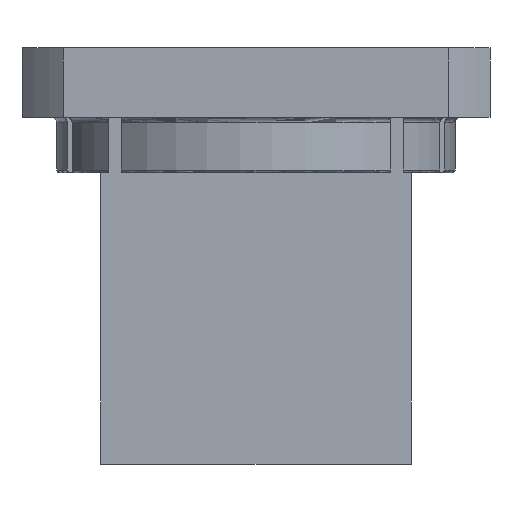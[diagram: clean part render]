
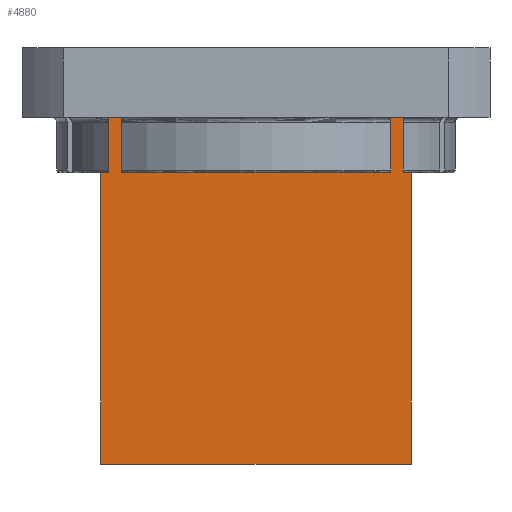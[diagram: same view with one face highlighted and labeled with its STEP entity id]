
A CAD part, front view. The second image highlights one B-rep face of the part: STEP entity #4880.
In plain terms, the highlighted planar face has unit normal (0, -1, 0).
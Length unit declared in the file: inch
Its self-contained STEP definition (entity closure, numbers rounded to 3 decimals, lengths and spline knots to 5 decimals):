
#22 = CARTESIAN_POINT ( 'NONE',  ( -0.53, -0.305, -0.25 ) ) ;
#53 = VECTOR ( 'NONE', #126, 39.37008 ) ;
#83 = CARTESIAN_POINT ( 'NONE',  ( 0.53, -0.305, -0.25 ) ) ;
#126 = DIRECTION ( 'NONE',  ( 1., 0., 0. ) ) ;
#164 = VECTOR ( 'NONE', #179, 39.37008 ) ;
#176 = LINE ( 'NONE', #3760, #5107 ) ;
#179 = DIRECTION ( 'NONE',  ( 0., 0., 1. ) ) ;
#215 = ORIENTED_EDGE ( 'NONE', *, *, #2360, .F. ) ;
#553 = VECTOR ( 'NONE', #4394, 39.37008 ) ;
#555 = EDGE_CURVE ( 'NONE', #4550, #1509, #4105, .T. ) ;
#559 = CARTESIAN_POINT ( 'NONE',  ( 0.53, -0.305, -0.25 ) ) ;
#568 = LINE ( 'NONE', #3675, #4272 ) ;
#657 = CARTESIAN_POINT ( 'NONE',  ( -0.56, -0.305, -1.5 ) ) ;
#682 = DIRECTION ( 'NONE',  ( 1., 0., 0. ) ) ;
#696 = CARTESIAN_POINT ( 'NONE',  ( -0.56, -0.305, -0.45 ) ) ;
#731 = CARTESIAN_POINT ( 'NONE',  ( -0.56, -0.305, -0.45 ) ) ;
#761 = ORIENTED_EDGE ( 'NONE', *, *, #999, .F. ) ;
#769 = ORIENTED_EDGE ( 'NONE', *, *, #3216, .F. ) ;
#883 = DIRECTION ( 'NONE',  ( 1., 0., 0. ) ) ;
#888 = EDGE_CURVE ( 'NONE', #2703, #1527, #1707, .T. ) ;
#990 = CARTESIAN_POINT ( 'NONE',  ( 0.485, -0.305, -0.25 ) ) ;
#999 = EDGE_CURVE ( 'NONE', #2635, #3234, #3323, .T. ) ;
#1028 = VERTEX_POINT ( 'NONE', #2498 ) ;
#1068 = DIRECTION ( 'NONE',  ( 0., 0., -1. ) ) ;
#1146 = AXIS2_PLACEMENT_3D ( 'NONE', #657, #5048, #1068 ) ;
#1195 = CARTESIAN_POINT ( 'NONE',  ( 0.485, -0.305, -0.45 ) ) ;
#1215 = VECTOR ( 'NONE', #2439, 39.37008 ) ;
#1242 = CARTESIAN_POINT ( 'NONE',  ( -0.53, -0.305, -0.59738 ) ) ;
#1294 = VECTOR ( 'NONE', #4565, 39.37008 ) ;
#1394 = VECTOR ( 'NONE', #682, 39.37008 ) ;
#1414 = CARTESIAN_POINT ( 'NONE',  ( -0.485, -0.305, -0.25 ) ) ;
#1418 = CARTESIAN_POINT ( 'NONE',  ( -0.53, -0.305, -0.25 ) ) ;
#1452 = EDGE_LOOP ( 'NONE', ( #2377, #4274, #761, #3252, #3838, #3219, #215, #769, #2153, #4796, #2342, #3586 ) ) ;
#1509 = VERTEX_POINT ( 'NONE', #2683 ) ;
#1510 = PLANE ( 'NONE',  #1146 ) ;
#1524 = CARTESIAN_POINT ( 'NONE',  ( 0.56, -0.305, -0.45 ) ) ;
#1527 = VERTEX_POINT ( 'NONE', #1524 ) ;
#1707 = LINE ( 'NONE', #3250, #53 ) ;
#1837 = LINE ( 'NONE', #2653, #2285 ) ;
#1848 = EDGE_CURVE ( 'NONE', #1028, #2205, #568, .T. ) ;
#1854 = CARTESIAN_POINT ( 'NONE',  ( 0.56, -0.305, -1.5 ) ) ;
#1987 = EDGE_CURVE ( 'NONE', #3234, #2703, #1837, .T. ) ;
#2153 = ORIENTED_EDGE ( 'NONE', *, *, #555, .F. ) ;
#2205 = VERTEX_POINT ( 'NONE', #1854 ) ;
#2225 = VERTEX_POINT ( 'NONE', #1418 ) ;
#2227 = LINE ( 'NONE', #696, #3289 ) ;
#2285 = VECTOR ( 'NONE', #3772, 39.37008 ) ;
#2342 = ORIENTED_EDGE ( 'NONE', *, *, #1848, .T. ) ;
#2360 = EDGE_CURVE ( 'NONE', #2225, #4895, #5051, .T. ) ;
#2377 = ORIENTED_EDGE ( 'NONE', *, *, #888, .F. ) ;
#2391 = CARTESIAN_POINT ( 'NONE',  ( -0.485, -0.305, -0.59738 ) ) ;
#2426 = LINE ( 'NONE', #1242, #553 ) ;
#2439 = DIRECTION ( 'NONE',  ( 0., 0., -1. ) ) ;
#2498 = CARTESIAN_POINT ( 'NONE',  ( -0.56, -0.305, -1.5 ) ) ;
#2576 = EDGE_CURVE ( 'NONE', #2205, #1527, #176, .T. ) ;
#2635 = VERTEX_POINT ( 'NONE', #990 ) ;
#2653 = CARTESIAN_POINT ( 'NONE',  ( 0.53, -0.305, -0.59738 ) ) ;
#2683 = CARTESIAN_POINT ( 'NONE',  ( -0.53, -0.305, -0.45 ) ) ;
#2703 = VERTEX_POINT ( 'NONE', #4302 ) ;
#2863 = EDGE_CURVE ( 'NONE', #4895, #2934, #3639, .T. ) ;
#2906 = VERTEX_POINT ( 'NONE', #1195 ) ;
#2934 = VERTEX_POINT ( 'NONE', #3682 ) ;
#3009 = DIRECTION ( 'NONE',  ( 1., 0., 0. ) ) ;
#3053 = DIRECTION ( 'NONE',  ( 1., 0., 0. ) ) ;
#3144 = EDGE_CURVE ( 'NONE', #1028, #4550, #5089, .T. ) ;
#3216 = EDGE_CURVE ( 'NONE', #1509, #2225, #2426, .T. ) ;
#3219 = ORIENTED_EDGE ( 'NONE', *, *, #2863, .F. ) ;
#3234 = VERTEX_POINT ( 'NONE', #83 ) ;
#3250 = CARTESIAN_POINT ( 'NONE',  ( -0.56, -0.305, -0.45 ) ) ;
#3252 = ORIENTED_EDGE ( 'NONE', *, *, #4321, .F. ) ;
#3289 = VECTOR ( 'NONE', #3053, 39.37008 ) ;
#3323 = LINE ( 'NONE', #559, #1294 ) ;
#3349 = LINE ( 'NONE', #3693, #164 ) ;
#3484 = CARTESIAN_POINT ( 'NONE',  ( -0.56, -0.305, -1.5 ) ) ;
#3586 = ORIENTED_EDGE ( 'NONE', *, *, #2576, .T. ) ;
#3639 = LINE ( 'NONE', #2391, #1215 ) ;
#3675 = CARTESIAN_POINT ( 'NONE',  ( -0.56, -0.305, -1.5 ) ) ;
#3682 = CARTESIAN_POINT ( 'NONE',  ( -0.485, -0.305, -0.45 ) ) ;
#3693 = CARTESIAN_POINT ( 'NONE',  ( 0.485, -0.305, -0.59738 ) ) ;
#3718 = EDGE_CURVE ( 'NONE', #2934, #2906, #2227, .T. ) ;
#3759 = VECTOR ( 'NONE', #3009, 39.37008 ) ;
#3760 = CARTESIAN_POINT ( 'NONE',  ( 0.56, -0.305, -1.5 ) ) ;
#3772 = DIRECTION ( 'NONE',  ( 0., 0., -1. ) ) ;
#3838 = ORIENTED_EDGE ( 'NONE', *, *, #3718, .F. ) ;
#4105 = LINE ( 'NONE', #4953, #3759 ) ;
#4197 = DIRECTION ( 'NONE',  ( 0., 0., 1. ) ) ;
#4272 = VECTOR ( 'NONE', #883, 39.37008 ) ;
#4274 = ORIENTED_EDGE ( 'NONE', *, *, #1987, .F. ) ;
#4275 = FACE_OUTER_BOUND ( 'NONE', #1452, .T. ) ;
#4302 = CARTESIAN_POINT ( 'NONE',  ( 0.53, -0.305, -0.45 ) ) ;
#4321 = EDGE_CURVE ( 'NONE', #2906, #2635, #3349, .T. ) ;
#4394 = DIRECTION ( 'NONE',  ( 0., 0., 1. ) ) ;
#4550 = VERTEX_POINT ( 'NONE', #731 ) ;
#4565 = DIRECTION ( 'NONE',  ( 1., 0., 0. ) ) ;
#4796 = ORIENTED_EDGE ( 'NONE', *, *, #3144, .F. ) ;
#4880 = ADVANCED_FACE ( 'NONE', ( #4275 ), #1510, .T. ) ;
#4895 = VERTEX_POINT ( 'NONE', #1414 ) ;
#4953 = CARTESIAN_POINT ( 'NONE',  ( -0.56, -0.305, -0.45 ) ) ;
#5000 = VECTOR ( 'NONE', #5057, 39.37008 ) ;
#5048 = DIRECTION ( 'NONE',  ( 0., -1., 0. ) ) ;
#5051 = LINE ( 'NONE', #22, #1394 ) ;
#5057 = DIRECTION ( 'NONE',  ( 0., 0., 1. ) ) ;
#5089 = LINE ( 'NONE', #3484, #5000 ) ;
#5107 = VECTOR ( 'NONE', #4197, 39.37008 ) ;
